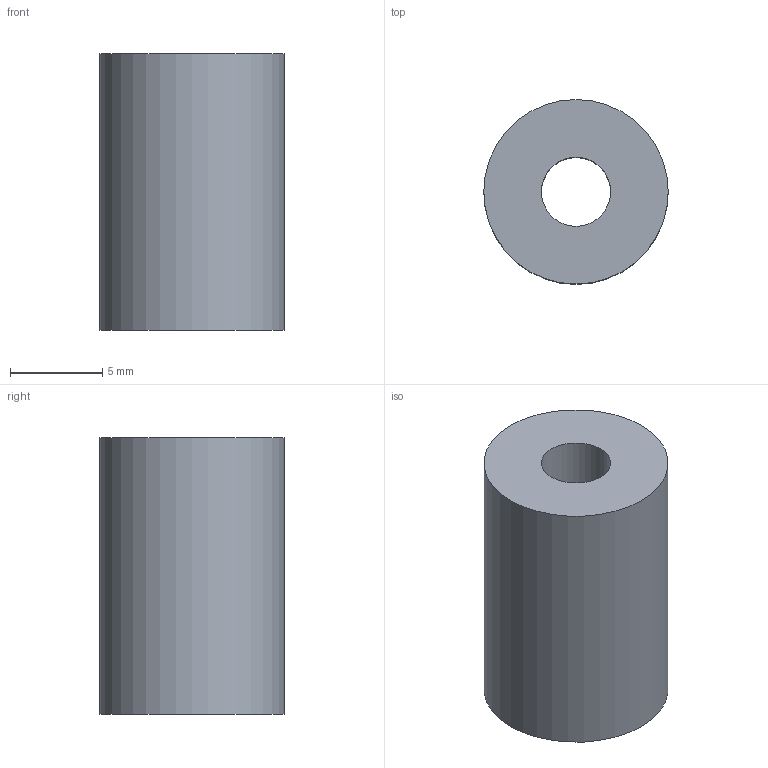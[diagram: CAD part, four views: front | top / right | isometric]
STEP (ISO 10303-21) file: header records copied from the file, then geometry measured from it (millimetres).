
FILE_DESCRIPTION(('Open CASCADE Model'),'2;1');
FILE_NAME('Open CASCADE Shape Model','2025-12-29T18:39:35',('Author'),( 'Open CASCADE'),'Open CASCADE STEP processor 7.8','Open CASCADE 7.8' ,'Unknown');
FILE_SCHEMA(('AUTOMOTIVE_DESIGN { 1 0 10303 214 1 1 1 1 }'));
Length unit declared in the file: millimetre
Products named in the file (1): Open CASCADE STEP translator 7.8 10
Bounding box: 10 x 10 x 15 mm (x, y, z)
Volume: 1012.4 mm3; surface area: 782.9 mm2
Topology: 1 solids, 1 shells, 4 faces, 6 edges, 4 vertices
Faces by surface type: cylinder 2, plane 2
Full cylindrical faces by diameter (mm): 3.75 x1, 10 x1
Entity records: 186 total; most frequent: DIRECTION 32, CARTESIAN_POINT 27, ORIENTED_EDGE 12, PCURVE 12, DEFINITIONAL_REPRESENTATION 12, LINE 10, VECTOR 10, AXIS2_PLACEMENT_3D 9
